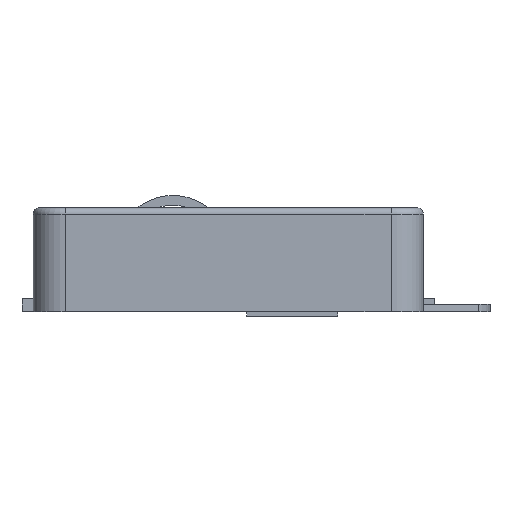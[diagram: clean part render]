
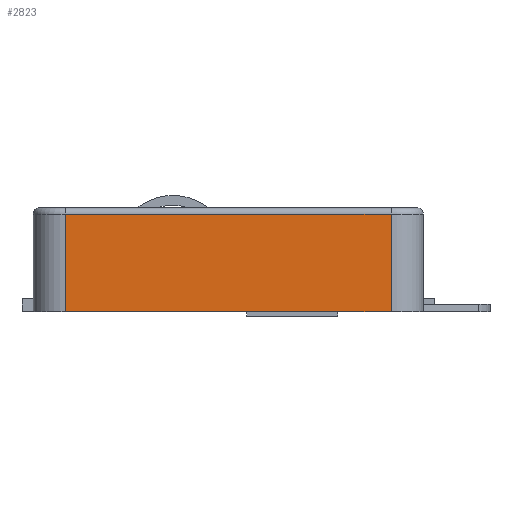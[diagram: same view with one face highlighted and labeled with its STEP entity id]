
A CAD part, front view. The second image highlights one B-rep face of the part: STEP entity #2823.
In plain terms, the highlighted planar face has unit normal (0, -1, 0).
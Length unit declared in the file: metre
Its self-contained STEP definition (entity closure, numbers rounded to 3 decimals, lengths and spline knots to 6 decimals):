
#447=ORIENTED_EDGE('',*,*,#1159,.F.);
#448=ORIENTED_EDGE('',*,*,#1160,.T.);
#449=ORIENTED_EDGE('',*,*,#1157,.T.);
#450=ORIENTED_EDGE('',*,*,#1033,.T.);
#1033=EDGE_CURVE('',#1444,#1443,#1695,.T.);
#1157=EDGE_CURVE('',#1518,#1444,#1811,.T.);
#1159=EDGE_CURVE('',#1519,#1443,#1812,.T.);
#1160=EDGE_CURVE('',#1519,#1518,#1813,.F.);
#1443=VERTEX_POINT('',#4140);
#1444=VERTEX_POINT('',#4142);
#1518=VERTEX_POINT('',#4383);
#1519=VERTEX_POINT('',#4387);
#1695=LINE('',#4141,#2053);
#1811=LINE('',#4382,#2169);
#1812=LINE('',#4386,#2170);
#1813=LINE('',#4388,#2171);
#2053=VECTOR('',#3293,1.);
#2169=VECTOR('',#3511,1.);
#2170=VECTOR('',#3516,1.);
#2171=VECTOR('',#3517,1.);
#2382=EDGE_LOOP('',(#447,#448,#449,#450));
#2548=FACE_BOUND('',#2382,.T.);
#2693=PLANE('',#3016);
#2823=ADVANCED_FACE('',(#2548),#2693,.F.);
#3016=AXIS2_PLACEMENT_3D('',#4385,#3514,#3515);
#3293=DIRECTION('',(1.,0.,0.));
#3511=DIRECTION('',(0.,0.,-1.));
#3514=DIRECTION('',(0.,1.,0.));
#3515=DIRECTION('',(0.,0.,1.));
#3516=DIRECTION('',(0.,0.,-1.));
#3517=DIRECTION('',(1.,0.,0.));
#4140=CARTESIAN_POINT('',(0.025231,-0.042693,0.));
#4141=CARTESIAN_POINT('',(0.,-0.042693,0.));
#4142=CARTESIAN_POINT('',(-0.025231,-0.042693,0.));
#4382=CARTESIAN_POINT('',(-0.025231,-0.042693,0.0011));
#4383=CARTESIAN_POINT('',(-0.025231,-0.042693,0.0151));
#4385=CARTESIAN_POINT('',(0.,-0.042693,0.0011));
#4386=CARTESIAN_POINT('',(0.025231,-0.042693,0.0011));
#4387=CARTESIAN_POINT('',(0.025231,-0.042693,0.0151));
#4388=CARTESIAN_POINT('',(-0.025231,-0.042693,0.0151));
